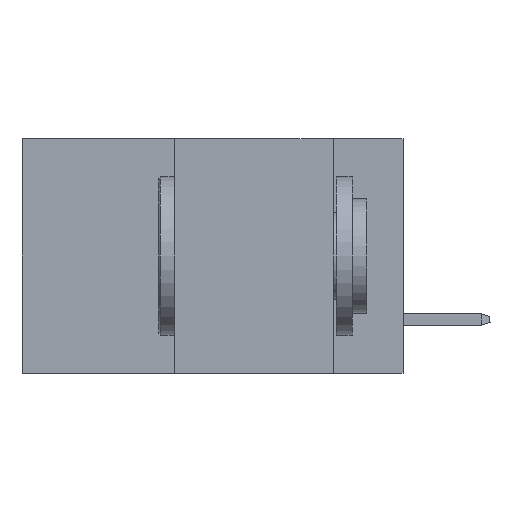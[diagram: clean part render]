
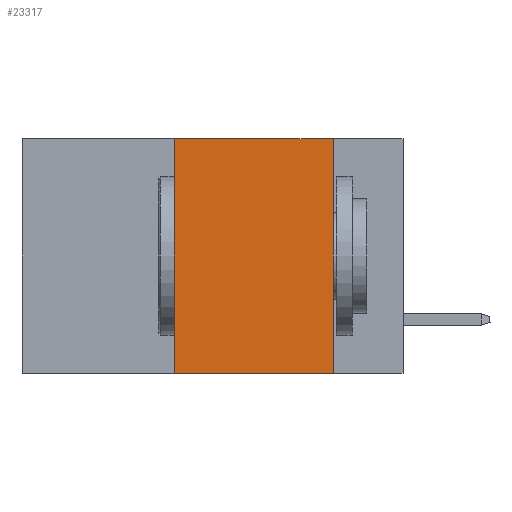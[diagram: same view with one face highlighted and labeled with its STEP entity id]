
A CAD part, left-side view. The second image highlights one B-rep face of the part: STEP entity #23317.
In plain terms, the highlighted planar face has unit normal (-1, 0, 0).
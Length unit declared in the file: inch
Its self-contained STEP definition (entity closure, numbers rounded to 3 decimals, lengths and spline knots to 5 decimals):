
#193 = DIRECTION ( 'NONE',  ( 0., 0., -1. ) ) ;
#2109 = CARTESIAN_POINT ( 'NONE',  ( 0., 0.36, -0.37 ) ) ;
#2823 = VERTEX_POINT ( 'NONE', #13355 ) ;
#2864 = LINE ( 'NONE', #15001, #24155 ) ;
#3995 = CARTESIAN_POINT ( 'NONE',  ( 0., 0.6, 0. ) ) ;
#5748 = DIRECTION ( 'NONE',  ( 0., -1., 0. ) ) ;
#7304 = ORIENTED_EDGE ( 'NONE', *, *, #17622, .F. ) ;
#7343 = VECTOR ( 'NONE', #22994, 39.37008 ) ;
#7677 = ORIENTED_EDGE ( 'NONE', *, *, #23847, .F. ) ;
#8465 = CARTESIAN_POINT ( 'NONE',  ( 0., 0.6, -0.37 ) ) ;
#8473 = VERTEX_POINT ( 'NONE', #8750 ) ;
#8599 = VERTEX_POINT ( 'NONE', #24077 ) ;
#8750 = CARTESIAN_POINT ( 'NONE',  ( 0., 0.36, 0. ) ) ;
#11629 = CARTESIAN_POINT ( 'NONE',  ( 0., 0.6, 0. ) ) ;
#11758 = DIRECTION ( 'NONE',  ( 0., 0., -1. ) ) ;
#12189 = EDGE_CURVE ( 'NONE', #25384, #8599, #16747, .T. ) ;
#12891 = VECTOR ( 'NONE', #11758, 39.37008 ) ;
#13259 = LINE ( 'NONE', #15969, #12891 ) ;
#13355 = CARTESIAN_POINT ( 'NONE',  ( 0., 0.11, 0. ) ) ;
#13559 = VECTOR ( 'NONE', #5748, 39.37008 ) ;
#14600 = AXIS2_PLACEMENT_3D ( 'NONE', #3995, #18731, #193 ) ;
#14903 = PLANE ( 'NONE',  #14600 ) ;
#15001 = CARTESIAN_POINT ( 'NONE',  ( 0., 0.36, 0. ) ) ;
#15388 = DIRECTION ( 'NONE',  ( 0., 0., 1. ) ) ;
#15969 = CARTESIAN_POINT ( 'NONE',  ( 0., 0.11, 0. ) ) ;
#16548 = FACE_OUTER_BOUND ( 'NONE', #22241, .T. ) ;
#16747 = LINE ( 'NONE', #8465, #7343 ) ;
#17622 = EDGE_CURVE ( 'NONE', #8473, #2823, #26737, .T. ) ;
#18731 = DIRECTION ( 'NONE',  ( 1., 0., 0. ) ) ;
#22214 = ORIENTED_EDGE ( 'NONE', *, *, #12189, .T. ) ;
#22241 = EDGE_LOOP ( 'NONE', ( #24645, #7304, #7677, #22214 ) ) ;
#22994 = DIRECTION ( 'NONE',  ( 0., -1., 0. ) ) ;
#23317 = ADVANCED_FACE ( 'NONE', ( #16548 ), #14903, .F. ) ;
#23847 = EDGE_CURVE ( 'NONE', #25384, #8473, #2864, .T. ) ;
#24077 = CARTESIAN_POINT ( 'NONE',  ( 0., 0.11, -0.37 ) ) ;
#24155 = VECTOR ( 'NONE', #15388, 39.37008 ) ;
#24645 = ORIENTED_EDGE ( 'NONE', *, *, #25685, .F. ) ;
#25384 = VERTEX_POINT ( 'NONE', #2109 ) ;
#25685 = EDGE_CURVE ( 'NONE', #2823, #8599, #13259, .T. ) ;
#26737 = LINE ( 'NONE', #11629, #13559 ) ;
